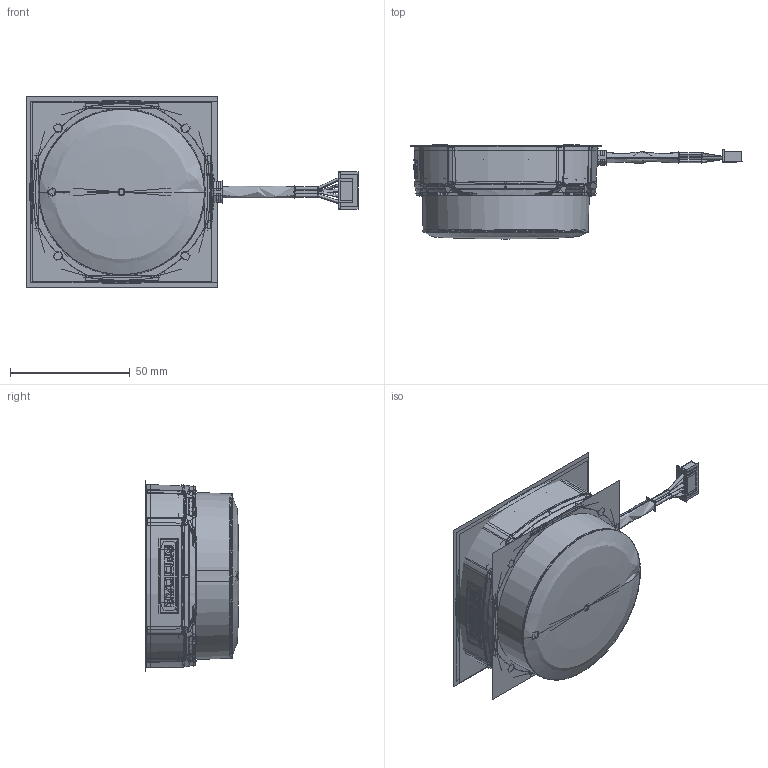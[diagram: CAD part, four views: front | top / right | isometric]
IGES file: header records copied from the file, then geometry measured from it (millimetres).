
Start section:  PTC IGES file: S2.igs
Global section: file name: S2.igs; native system: Creo Parametric by PTC Inc.; preprocessor: 2020033; author: longfei.li; organization: Unknown; date: 20210727.104935; units: millimetre
Bounding box: 138.87 x 39.28 x 80.14 mm (x, y, z)
Surface area: 113365.4 mm2 (no closed solid volume)
Topology: 0 solids, 0 shells, 4198 faces, 64462 edges, 84343 vertices
Faces by surface type: bspline 2198, revolution 1890, extrusion 110
